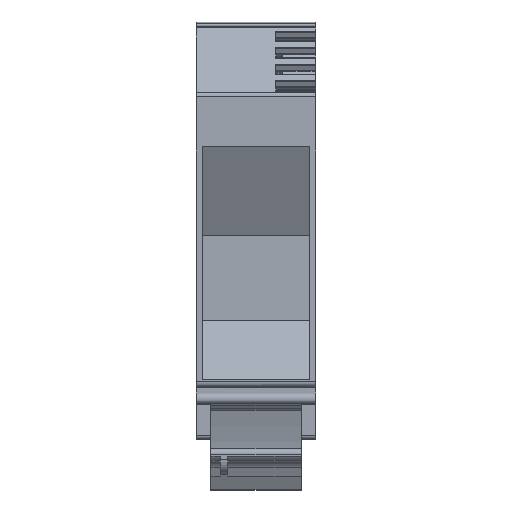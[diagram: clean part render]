
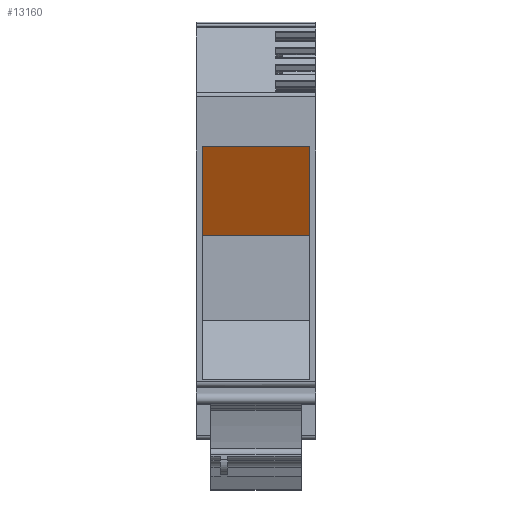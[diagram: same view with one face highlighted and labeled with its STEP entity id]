
A CAD part, front view. The second image highlights one B-rep face of the part: STEP entity #13160.
In plain terms, the highlighted planar face has unit normal (0, -0.888, -0.461).
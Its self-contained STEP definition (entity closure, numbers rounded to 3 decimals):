
#13133=AXIS2_PLACEMENT_3D('Plane Axis2P3D',#13130,#13131,#13132) ;
#12903=CARTESIAN_POINT('Line Origine',(7.95,4.,45.75)) ;
#12907=CARTESIAN_POINT('Vertex',(15.1,4.,45.75)) ;
#12909=CARTESIAN_POINT('Vertex',(0.8,4.,45.75)) ;
#13130=CARTESIAN_POINT('Axis2P3D Location',(15.1,4.,45.75)) ;
#13135=CARTESIAN_POINT('Line Origine',(0.8,7.1,39.775)) ;
#13139=CARTESIAN_POINT('Vertex',(0.8,10.2,33.8)) ;
#13142=CARTESIAN_POINT('Line Origine',(7.95,10.2,33.8)) ;
#13146=CARTESIAN_POINT('Vertex',(15.1,10.2,33.8)) ;
#13149=CARTESIAN_POINT('Line Origine',(15.1,7.1,39.775)) ;
#12904=DIRECTION('Vector Direction',(-1.,0.,0.)) ;
#13131=DIRECTION('Axis2P3D Direction',(0.,0.888,0.461)) ;
#13132=DIRECTION('Axis2P3D XDirection',(0.,0.461,-0.888)) ;
#13136=DIRECTION('Vector Direction',(0.,0.461,-0.888)) ;
#13143=DIRECTION('Vector Direction',(-1.,0.,0.)) ;
#13150=DIRECTION('Vector Direction',(0.,0.461,-0.888)) ;
#12905=VECTOR('Line Direction',#12904,1.) ;
#13137=VECTOR('Line Direction',#13136,1.) ;
#13144=VECTOR('Line Direction',#13143,1.) ;
#13151=VECTOR('Line Direction',#13150,1.) ;
#13155=ORIENTED_EDGE('',*,*,#13141,.T.) ;
#13156=ORIENTED_EDGE('',*,*,#13148,.F.) ;
#13157=ORIENTED_EDGE('',*,*,#13153,.F.) ;
#13158=ORIENTED_EDGE('',*,*,#12911,.T.) ;
#13160=ADVANCED_FACE('KLTR',(#13159),#13134,.F.) ;
#12911=EDGE_CURVE('',#12908,#12910,#12906,.T.) ;
#13141=EDGE_CURVE('',#12910,#13140,#13138,.T.) ;
#13148=EDGE_CURVE('',#13147,#13140,#13145,.T.) ;
#13153=EDGE_CURVE('',#12908,#13147,#13152,.T.) ;
#13154=EDGE_LOOP('',(#13155,#13156,#13157,#13158)) ;
#13159=FACE_OUTER_BOUND('',#13154,.T.) ;
#12906=LINE('Line',#12903,#12905) ;
#13138=LINE('Line',#13135,#13137) ;
#13145=LINE('Line',#13142,#13144) ;
#13152=LINE('Line',#13149,#13151) ;
#13134=PLANE('',#13133) ;
#12908=VERTEX_POINT('',#12907) ;
#12910=VERTEX_POINT('',#12909) ;
#13140=VERTEX_POINT('',#13139) ;
#13147=VERTEX_POINT('',#13146) ;
